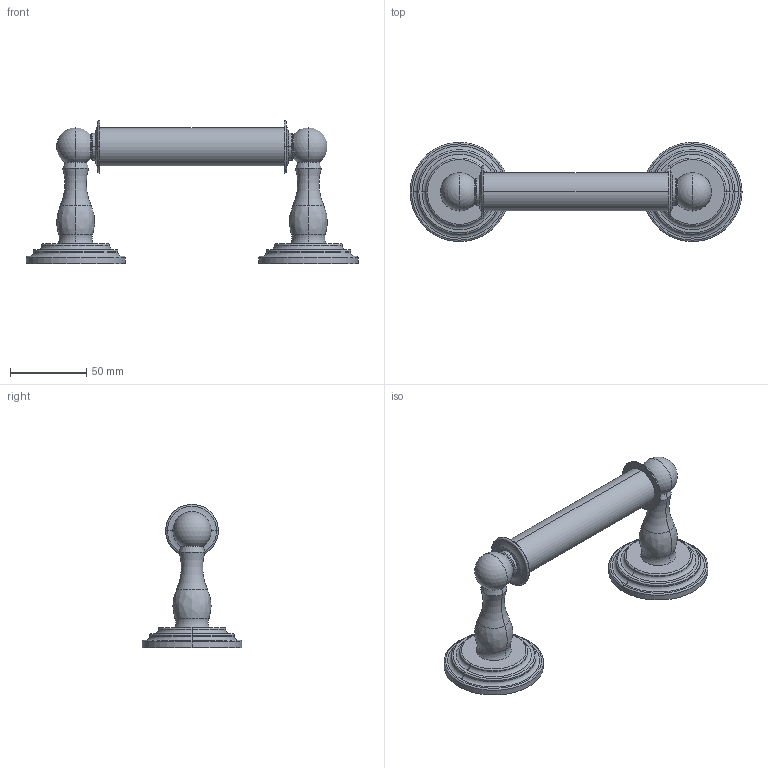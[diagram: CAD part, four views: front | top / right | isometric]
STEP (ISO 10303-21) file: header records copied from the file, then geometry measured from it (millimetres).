
FILE_DESCRIPTION((''),'2;1');
FILE_NAME('1108N','2021-09-03T10:50:14',('rsmith'),(''),'CREO PARAMETRIC BY PTC INC, 2018400','CREO PARAMETRIC BY PTC INC, 2018400','');
FILE_SCHEMA(('AUTOMOTIVE_DESIGN { 1 0 10303 214 1 1 1 1 }'));
Length unit declared in the file: inch
Products named in the file (1): 1108N
Bounding box: 217.42 x 65.02 x 93.75 mm (x, y, z)
Volume: 175322.3 mm3; surface area: 40421.5 mm2
Topology: 3 solids, 3 shells, 113 faces, 224 edges, 128 vertices
Faces by surface type: torus 48, cylinder 32, plane 19, cone 6, bspline 4, sphere 4
Entity records: 4757 total; most frequent: DIRECTION 620, CARTESIAN_POINT 571, ORIENTED_EDGE 440, PRESENTATION_STYLE_ASSIGNMENT 336, AXIS2_PLACEMENT_3D 291, STYLED_ITEM 223, CURVE_STYLE 220, EDGE_CURVE 220
